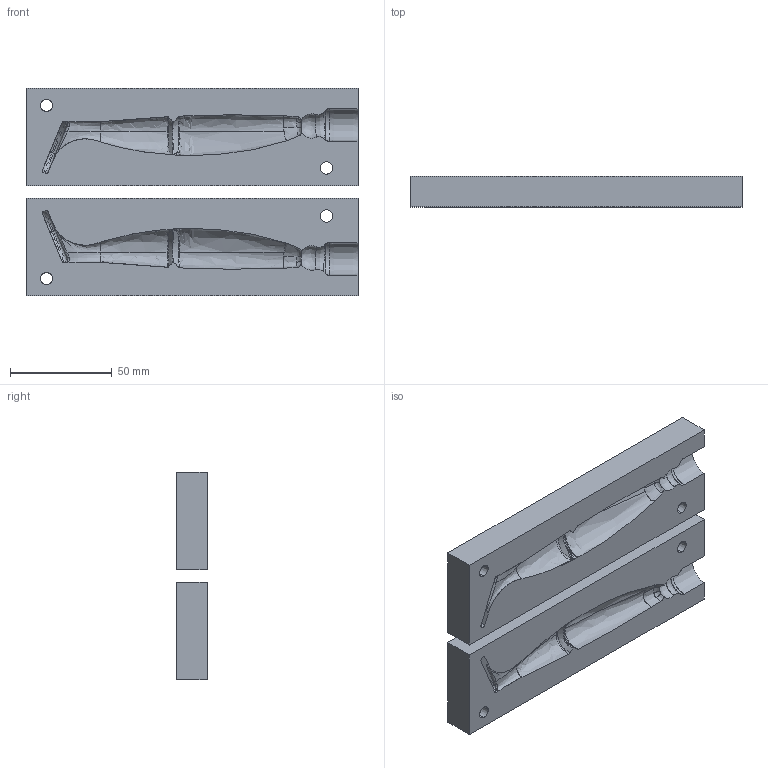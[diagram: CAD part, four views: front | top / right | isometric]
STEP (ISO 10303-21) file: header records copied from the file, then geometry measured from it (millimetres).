
FILE_DESCRIPTION(/* description */ ('AP-214 File'),/* implementation_level */ '2;1');
FILE_NAME(/* name */ 'moule one up 12cm pour usi',/* time_stamp */ '2021-01-18T13:25:42+01:00',/* author */ (''),/* organization */ (''),/* preprocessor_version */ 'ST-DEVELOPER v9',/* originating_system */ 'Delcam Exchange5.8.1002',/* authorisation */ '');
FILE_SCHEMA (('AUTOMOTIVE_DESIGN_CC2'));
Bounding box: 163.37 x 15.12 x 102 mm (x, y, z)
Surface area: 48035.3 mm2 (no closed solid volume)
Topology: 0 solids, 2 shells, 120 faces, 334 edges, 218 vertices
Faces by surface type: bspline 120
Entity records: 34107 total; most frequent: CARTESIAN_POINT 31972, ORIENTED_EDGE 643, EDGE_CURVE 327, B_SPLINE_CURVE_WITH_KNOTS 327, VERTEX_POINT 208, EDGE_LOOP 128, STYLED_ITEM 127, ADVANCED_FACE 120
